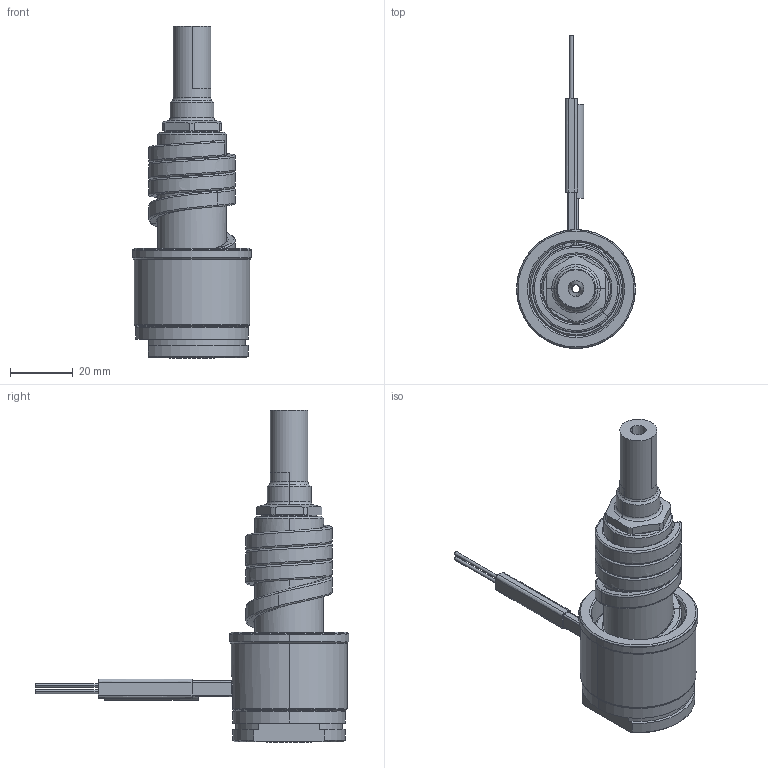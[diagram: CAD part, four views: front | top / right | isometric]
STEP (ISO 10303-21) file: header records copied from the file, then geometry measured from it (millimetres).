
FILE_DESCRIPTION((''),'2;1');
FILE_NAME('LS-86-AEM-H','2016-08-29T',('砐錪賧瘔蠈錪'),('IMID'),'PRO/ENGINEER BY PARAMETRIC TECHNOLOGY CORPORATION, 2015070','PRO/ENGINEER BY PARAMETRIC TECHNOLOGY CORPORATION, 2015070','');
FILE_SCHEMA(('CONFIG_CONTROL_DESIGN'));
Length unit declared in the file: millimetre
Products named in the file (1): LS-86-AEM-H
Bounding box: 38 x 100 x 106 mm (x, y, z)
Volume: 52308.3 mm3; surface area: 25430.5 mm2
Topology: 1 solids, 9 shells, 322 faces, 783 edges, 463 vertices
Faces by surface type: cylinder 105, cone 63, bspline 57, plane 48, torus 30, revolution 9, extrusion 8, sphere 2
Entity records: 15315 total; most frequent: CARTESIAN_POINT 8056, ORIENTED_EDGE 1526, DIRECTION 1457, EDGE_CURVE 775, AXIS2_PLACEMENT_3D 587, VERTEX_POINT 463, EDGE_LOOP 346, CIRCLE 338
